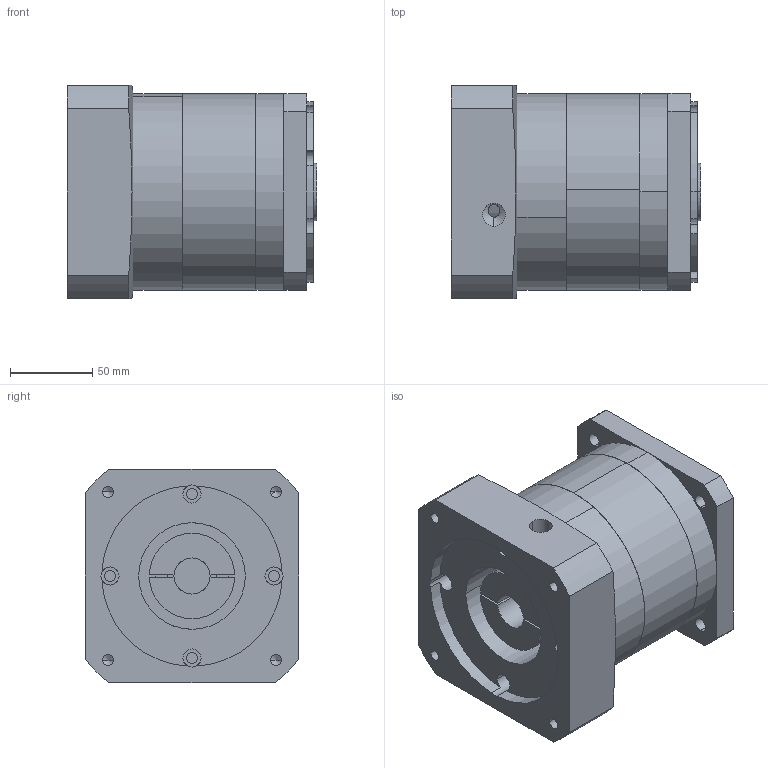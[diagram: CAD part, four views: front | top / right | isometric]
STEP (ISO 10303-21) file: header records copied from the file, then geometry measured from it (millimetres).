
FILE_DESCRIPTION (( 'STEP AP214' ), '1' );
FILE_NAME ('LRF120-L1 K20.STEP', '2021-05-08T08:23:56', ( '' ), ( '' ), 'SwSTEP 2.0', 'SolidWorks 2018', '' );
FILE_SCHEMA (( 'AUTOMOTIVE_DESIGN' ));
Length unit declared in the file: millimetre
Products named in the file (5): LRF120输入法兰; LRF120徹傾楊擘; LRF120齿圈_L1; LRF120怀堤楊擘-K20; LRF120-L1 K20
Assembly tree (4 placements, depth 2):
  LRF120-L1 K20
    LRF120怀堤楊擘-K20
    LRF120齿圈_L1
    LRF120徹傾楊擘
    LRF120输入法兰
Bounding box: 152 x 130 x 130 mm (x, y, z)
Volume: 1629264.1 mm3; surface area: 220796.5 mm2
Topology: 4 solids, 4 shells, 177 faces, 459 edges, 296 vertices
Faces by surface type: cylinder 110, plane 53, cone 14
Entity records: 6027 total; most frequent: CARTESIAN_POINT 1111, DIRECTION 1061, ORIENTED_EDGE 902, EDGE_CURVE 451, AXIS2_PLACEMENT_3D 436, VERTEX_POINT 296, CIRCLE 252, EDGE_LOOP 227
